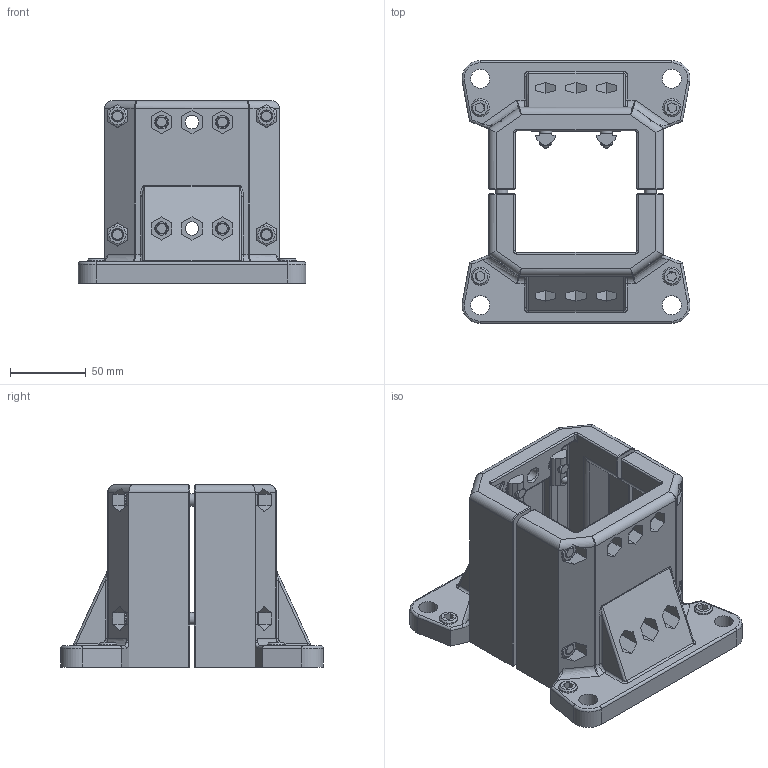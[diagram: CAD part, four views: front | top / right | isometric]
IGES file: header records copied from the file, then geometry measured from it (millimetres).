
Global section: file name: No Iges File Name specified; native system: Autodesk Inventor 2012; preprocessor: AutoDesk Inventor Iges Exporter R2012; author: marina kaa; date: 20121124.114141; units: millimetre
Bounding box: 149.99 x 173 x 120 mm (x, y, z)
Volume: 646799 mm3; surface area: 172760 mm2
Topology: 5 solids, 5 shells, 1096 faces, 2682 edges, 1636 vertices
Faces by surface type: plane 476, revolution 252, cylinder 164, bspline 92, torus 64, cone 44, sphere 4
Full cylindrical faces by diameter (mm): 8 x8, 12 x4, 13 x8
